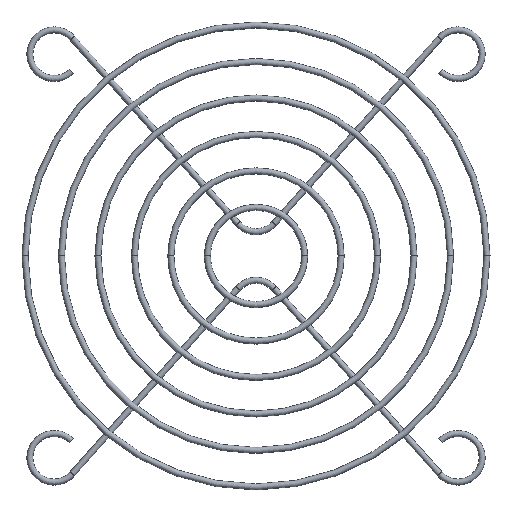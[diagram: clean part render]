
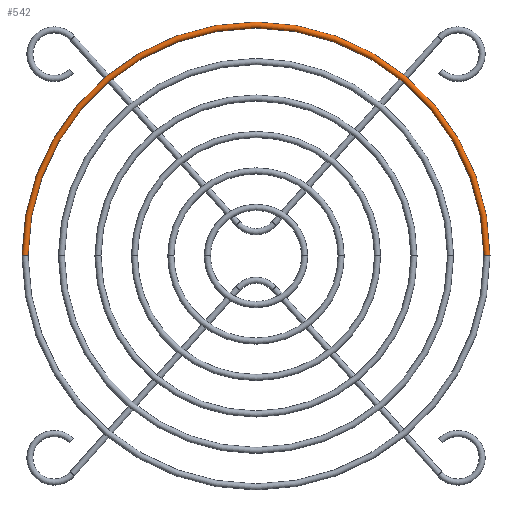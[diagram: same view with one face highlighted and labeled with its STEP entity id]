
A CAD part, top view. The second image highlights one B-rep face of the part: STEP entity #542.
In plain terms, the highlighted toroidal (fillet/blend) face has major radius 19 mm and minor radius 0.25 mm.
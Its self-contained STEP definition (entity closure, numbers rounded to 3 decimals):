
#98 = ORIENTED_EDGE ( 'NONE', *, *, #572, .T. ) ;
#108 = ORIENTED_EDGE ( 'NONE', *, *, #574, .F. ) ;
#117 = ORIENTED_EDGE ( 'NONE', *, *, #581, .F. ) ;
#126 = ORIENTED_EDGE ( 'NONE', *, *, #601, .T. ) ;
#213 = DIRECTION ( 'NONE',  ( -1., 0., 0. ) ) ;
#422 = CARTESIAN_POINT ( 'NONE',  ( -51.821, 4.128, 0.5 ) ) ;
#423 = CARTESIAN_POINT ( 'NONE',  ( -13.321, 4.128, 0.5 ) ) ;
#424 = CARTESIAN_POINT ( 'NONE',  ( -13.821, 4.128, 0.5 ) ) ;
#428 = CARTESIAN_POINT ( 'NONE',  ( -51.321, 4.128, 0.5 ) ) ;
#542 = ADVANCED_FACE ( 'NONE', ( #1195 ), #682, .T. ) ;
#572 = EDGE_CURVE ( 'NONE', #1052, #1051, #705, .T. ) ;
#574 = EDGE_CURVE ( 'NONE', #1050, #1051, #707, .T. ) ;
#581 = EDGE_CURVE ( 'NONE', #1056, #1050, #714, .T. ) ;
#601 = EDGE_CURVE ( 'NONE', #1056, #1052, #734, .T. ) ;
#682 = TOROIDAL_SURFACE ( 'NONE', #1186, 19., 0.25 ) ;
#705 = CIRCLE ( 'NONE', #1189, 0.25 ) ;
#707 = CIRCLE ( 'NONE', #924, 19.25 ) ;
#714 = CIRCLE ( 'NONE', #808, 0.25 ) ;
#734 = CIRCLE ( 'NONE', #819, 18.75 ) ;
#808 = AXIS2_PLACEMENT_3D ( 'NONE', #1282, #1283, #1284 ) ;
#819 = AXIS2_PLACEMENT_3D ( 'NONE', #1342, #1343, #213 ) ;
#924 = AXIS2_PLACEMENT_3D ( 'NONE', #1261, #1262, #1263 ) ;
#1031 = EDGE_LOOP ( 'NONE', ( #108, #117, #126, #98 ) ) ;
#1050 = VERTEX_POINT ( 'NONE', #422 ) ;
#1051 = VERTEX_POINT ( 'NONE', #423 ) ;
#1052 = VERTEX_POINT ( 'NONE', #424 ) ;
#1056 = VERTEX_POINT ( 'NONE', #428 ) ;
#1135 = CARTESIAN_POINT ( 'NONE',  ( -32.571, 4.128, 0.5 ) ) ;
#1136 = DIRECTION ( 'NONE',  ( 0., 0., -1. ) ) ;
#1137 = DIRECTION ( 'NONE',  ( -1., 0., 0. ) ) ;
#1186 = AXIS2_PLACEMENT_3D ( 'NONE', #1135, #1136, #1137 ) ;
#1189 = AXIS2_PLACEMENT_3D ( 'NONE', #1255, #1256, #1257 ) ;
#1195 = FACE_OUTER_BOUND ( 'NONE', #1031, .T. ) ;
#1255 = CARTESIAN_POINT ( 'NONE',  ( -13.571, 4.128, 0.5 ) ) ;
#1256 = DIRECTION ( 'NONE',  ( 0., 1., 0. ) ) ;
#1257 = DIRECTION ( 'NONE',  ( -1., 0., 0. ) ) ;
#1261 = CARTESIAN_POINT ( 'NONE',  ( -32.571, 4.128, 0.5 ) ) ;
#1262 = DIRECTION ( 'NONE',  ( 0., 0., -1. ) ) ;
#1263 = DIRECTION ( 'NONE',  ( -1., 0., 0. ) ) ;
#1282 = CARTESIAN_POINT ( 'NONE',  ( -51.571, 4.128, 0.5 ) ) ;
#1283 = DIRECTION ( 'NONE',  ( 0., -1., 0. ) ) ;
#1284 = DIRECTION ( 'NONE',  ( 0., 0., -1. ) ) ;
#1342 = CARTESIAN_POINT ( 'NONE',  ( -32.571, 4.128, 0.5 ) ) ;
#1343 = DIRECTION ( 'NONE',  ( 0., 0., -1. ) ) ;
